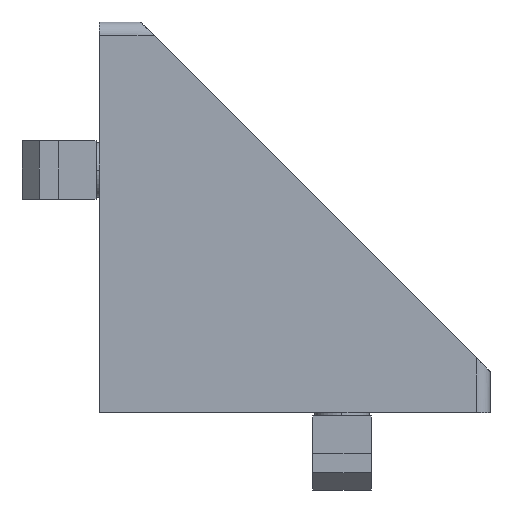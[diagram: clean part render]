
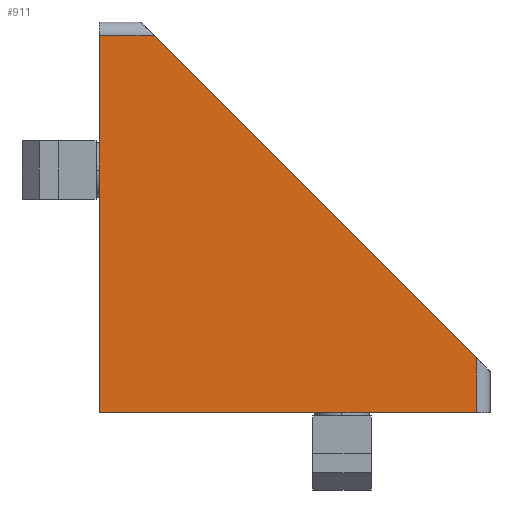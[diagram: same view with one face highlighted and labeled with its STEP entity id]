
A CAD part, left-side view. The second image highlights one B-rep face of the part: STEP entity #911.
In plain terms, the highlighted planar face has unit normal (-1, 0, 0).
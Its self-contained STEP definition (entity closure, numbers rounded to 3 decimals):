
#34 = VERTEX_POINT ( 'NONE', #1160 ) ;
#193 = ORIENTED_EDGE ( 'NONE', *, *, #966, .T. ) ;
#244 = EDGE_CURVE ( 'NONE', #2047, #3092, #2693, .T. ) ;
#256 = LINE ( 'NONE', #2727, #353 ) ;
#273 = VECTOR ( 'NONE', #2683, 1000. ) ;
#311 = CARTESIAN_POINT ( 'NONE',  ( -29., -55., 0. ) ) ;
#323 = EDGE_CURVE ( 'NONE', #2911, #3011, #2589, .T. ) ;
#327 = DIRECTION ( 'NONE',  ( 0., 0., 1. ) ) ;
#353 = VECTOR ( 'NONE', #717, 1000. ) ;
#717 = DIRECTION ( 'NONE',  ( 0., 0., -1. ) ) ;
#729 = DIRECTION ( 'NONE',  ( 0., -1., 0. ) ) ;
#911 = ADVANCED_FACE ( 'NONE', ( #1180 ), #3324, .T. ) ;
#966 = EDGE_CURVE ( 'NONE', #34, #2047, #1476, .T. ) ;
#1020 = CARTESIAN_POINT ( 'NONE',  ( -29., -55., 8. ) ) ;
#1061 = ORIENTED_EDGE ( 'NONE', *, *, #244, .T. ) ;
#1156 = DIRECTION ( 'NONE',  ( 0., 1., 0. ) ) ;
#1160 = CARTESIAN_POINT ( 'NONE',  ( -29., -55., 8. ) ) ;
#1180 = FACE_OUTER_BOUND ( 'NONE', #2038, .T. ) ;
#1338 = VECTOR ( 'NONE', #2427, 1000. ) ;
#1387 = ORIENTED_EDGE ( 'NONE', *, *, #1574, .T. ) ;
#1421 = VECTOR ( 'NONE', #327, 1000. ) ;
#1476 = LINE ( 'NONE', #1020, #1338 ) ;
#1566 = LINE ( 'NONE', #311, #1421 ) ;
#1574 = EDGE_CURVE ( 'NONE', #3011, #34, #1566, .T. ) ;
#1872 = DIRECTION ( 'NONE',  ( -1., 0., 0. ) ) ;
#1999 = CARTESIAN_POINT ( 'NONE',  ( -29., -55., 0. ) ) ;
#2038 = EDGE_LOOP ( 'NONE', ( #193, #1061, #2534, #3502, #1387 ) ) ;
#2047 = VERTEX_POINT ( 'NONE', #2284 ) ;
#2284 = CARTESIAN_POINT ( 'NONE',  ( -29., -8., 55. ) ) ;
#2427 = DIRECTION ( 'NONE',  ( 0., 0.707, 0.707 ) ) ;
#2534 = ORIENTED_EDGE ( 'NONE', *, *, #3434, .T. ) ;
#2589 = LINE ( 'NONE', #3253, #273 ) ;
#2616 = CARTESIAN_POINT ( 'NONE',  ( -29., 0., 55. ) ) ;
#2683 = DIRECTION ( 'NONE',  ( 0., -1., 0. ) ) ;
#2693 = LINE ( 'NONE', #3513, #3555 ) ;
#2727 = CARTESIAN_POINT ( 'NONE',  ( -29., 0., 55. ) ) ;
#2911 = VERTEX_POINT ( 'NONE', #3386 ) ;
#3011 = VERTEX_POINT ( 'NONE', #1999 ) ;
#3092 = VERTEX_POINT ( 'NONE', #2616 ) ;
#3216 = AXIS2_PLACEMENT_3D ( 'NONE', #3621, #1872, #729 ) ;
#3253 = CARTESIAN_POINT ( 'NONE',  ( -29., 0., 0. ) ) ;
#3324 = PLANE ( 'NONE',  #3216 ) ;
#3386 = CARTESIAN_POINT ( 'NONE',  ( -29., 0., 0. ) ) ;
#3434 = EDGE_CURVE ( 'NONE', #3092, #2911, #256, .T. ) ;
#3502 = ORIENTED_EDGE ( 'NONE', *, *, #323, .T. ) ;
#3513 = CARTESIAN_POINT ( 'NONE',  ( -29., -8., 55. ) ) ;
#3555 = VECTOR ( 'NONE', #1156, 1000. ) ;
#3621 = CARTESIAN_POINT ( 'NONE',  ( -29., 0., 0. ) ) ;
